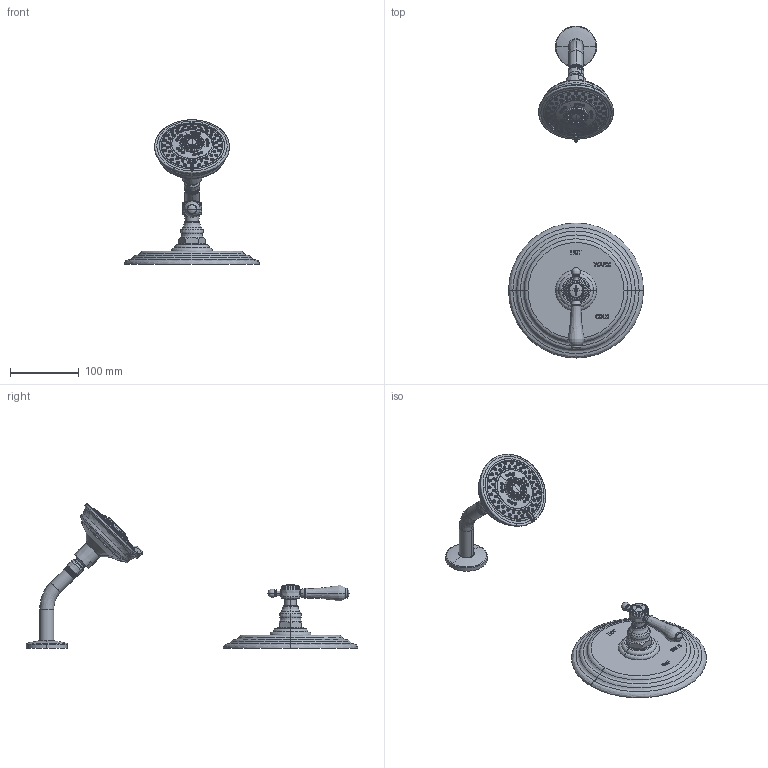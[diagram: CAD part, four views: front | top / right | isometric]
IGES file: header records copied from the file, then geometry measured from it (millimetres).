
Start section:  PTC IGES file: 3-1034bp.igs
Global section: file name: 3-1034bp.igs; native system: Creo Parametric by PTC Inc.; preprocessor: 2018400; author: jinson.thomas; organization: Unknown; date: 20210526.164010; units: inch
Bounding box: 196.85 x 484.25 x 210.63 mm (x, y, z)
Volume: 853025 mm3; surface area: 126031.3 mm2
Topology: 2 solids, 2 shells, 1396 faces, 3090 edges, 1866 vertices
Faces by surface type: revolution 980, bspline 336, extrusion 80
